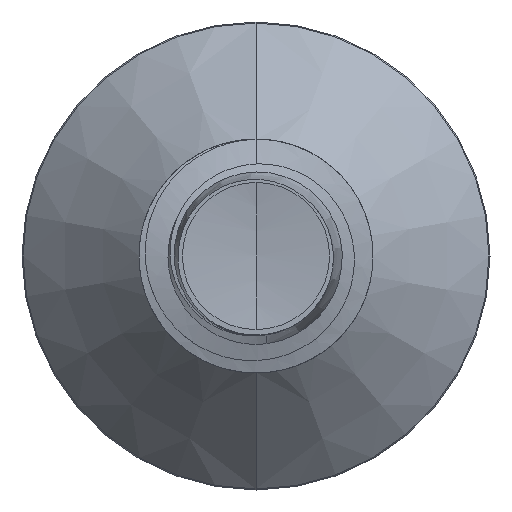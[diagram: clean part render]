
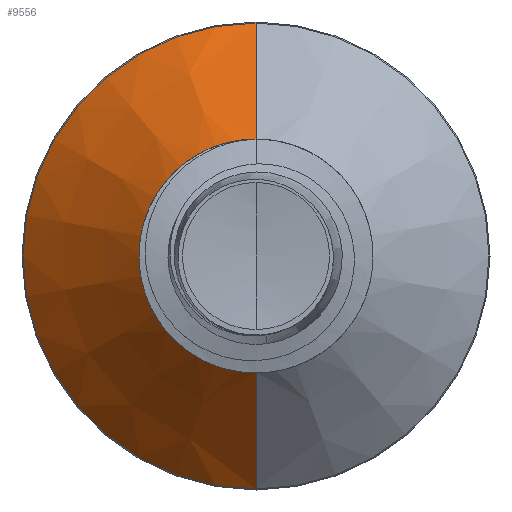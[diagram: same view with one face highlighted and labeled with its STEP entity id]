
A CAD part, front view. The second image highlights one B-rep face of the part: STEP entity #9556.
In plain terms, the highlighted conical face has half-angle 45 degrees and reference radius 0.996 mm.
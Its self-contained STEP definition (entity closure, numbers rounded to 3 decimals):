
#523 = VERTEX_POINT ( 'NONE', #9435 ) ;
#1094 = VERTEX_POINT ( 'NONE', #4219 ) ;
#1719 = ORIENTED_EDGE ( 'NONE', *, *, #6727, .F. ) ;
#1946 = AXIS2_PLACEMENT_3D ( 'NONE', #10409, #3908, #11459 ) ;
#2266 = EDGE_CURVE ( 'NONE', #10078, #523, #4509, .T. ) ;
#3461 = CIRCLE ( 'NONE', #1946, 1.991 ) ;
#3601 = DIRECTION ( 'NONE',  ( 0., 0.707, 0.707 ) ) ;
#3853 = VECTOR ( 'NONE', #3601, 1000. ) ;
#3908 = DIRECTION ( 'NONE',  ( 0., 1., 0. ) ) ;
#4219 = CARTESIAN_POINT ( 'NONE',  ( 0., 3.646, -0.996 ) ) ;
#4509 = LINE ( 'NONE', #12217, #3853 ) ;
#5665 = DIRECTION ( 'NONE',  ( 0., 1., 0. ) ) ;
#6193 = CONICAL_SURFACE ( 'NONE', #12529, 0.996, 0.785 ) ;
#6514 = DIRECTION ( 'NONE',  ( 0., 1., 0. ) ) ;
#6727 = EDGE_CURVE ( 'NONE', #1094, #13957, #9768, .T. ) ;
#6756 = DIRECTION ( 'NONE',  ( 0., 0., 1. ) ) ;
#7074 = ORIENTED_EDGE ( 'NONE', *, *, #2266, .T. ) ;
#8272 = EDGE_CURVE ( 'NONE', #13957, #523, #3461, .T. ) ;
#9303 = CARTESIAN_POINT ( 'NONE',  ( 0., 3.646, 0.996 ) ) ;
#9435 = CARTESIAN_POINT ( 'NONE',  ( 0., 4.641, 1.991 ) ) ;
#9556 = ADVANCED_FACE ( 'NONE', ( #12224 ), #6193, .T. ) ;
#9576 = ORIENTED_EDGE ( 'NONE', *, *, #13261, .T. ) ;
#9604 = EDGE_LOOP ( 'NONE', ( #1719, #9576, #7074, #13796 ) ) ;
#9732 = DIRECTION ( 'NONE',  ( 0., 0.707, -0.707 ) ) ;
#9768 = LINE ( 'NONE', #9776, #12239 ) ;
#9776 = CARTESIAN_POINT ( 'NONE',  ( 0., 3.646, -0.996 ) ) ;
#10078 = VERTEX_POINT ( 'NONE', #9303 ) ;
#10409 = CARTESIAN_POINT ( 'NONE',  ( 0., 4.641, 0. ) ) ;
#11459 = DIRECTION ( 'NONE',  ( 0., 0., 1. ) ) ;
#12109 = CARTESIAN_POINT ( 'NONE',  ( 0., 3.646, 0. ) ) ;
#12217 = CARTESIAN_POINT ( 'NONE',  ( 0., 3.646, 0.996 ) ) ;
#12224 = FACE_OUTER_BOUND ( 'NONE', #9604, .T. ) ;
#12239 = VECTOR ( 'NONE', #9732, 1000. ) ;
#12529 = AXIS2_PLACEMENT_3D ( 'NONE', #12109, #5665, #6756 ) ;
#12705 = CIRCLE ( 'NONE', #12873, 0.996 ) ;
#12873 = AXIS2_PLACEMENT_3D ( 'NONE', #12927, #6514, #13969 ) ;
#12927 = CARTESIAN_POINT ( 'NONE',  ( 0., 3.646, 0. ) ) ;
#13261 = EDGE_CURVE ( 'NONE', #1094, #10078, #12705, .T. ) ;
#13747 = CARTESIAN_POINT ( 'NONE',  ( 0., 4.641, -1.991 ) ) ;
#13796 = ORIENTED_EDGE ( 'NONE', *, *, #8272, .F. ) ;
#13957 = VERTEX_POINT ( 'NONE', #13747 ) ;
#13969 = DIRECTION ( 'NONE',  ( 0., 0., 1. ) ) ;
